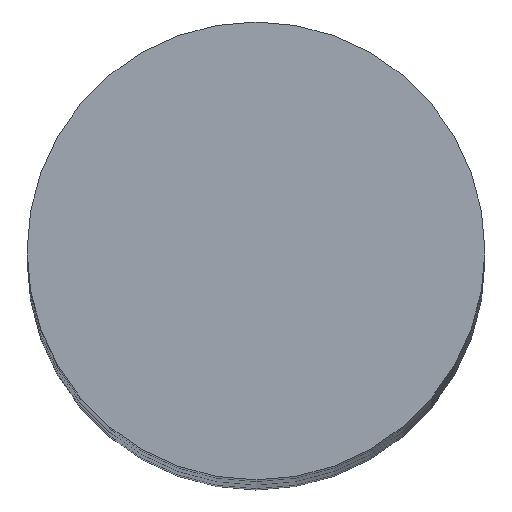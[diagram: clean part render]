
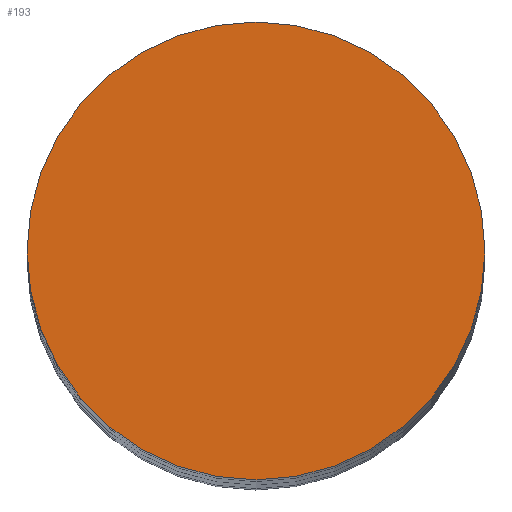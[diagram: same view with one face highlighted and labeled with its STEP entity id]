
A CAD part, top view. The second image highlights one B-rep face of the part: STEP entity #193.
In plain terms, the highlighted planar face has unit normal (0, 0, 1).
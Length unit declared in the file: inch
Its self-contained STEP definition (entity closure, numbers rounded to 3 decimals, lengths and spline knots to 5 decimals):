
#11 = VERTEX_POINT ( 'NONE', #38 ) ;
#23 = AXIS2_PLACEMENT_3D ( 'NONE', #174, #374, #210 ) ;
#38 = CARTESIAN_POINT ( 'NONE',  ( -0.05905, 0., 0. ) ) ;
#56 = DIRECTION ( 'NONE',  ( 1., 0., 0. ) ) ;
#74 = CIRCLE ( 'NONE', #276, 0.05905 ) ;
#109 = DIRECTION ( 'NONE',  ( 0., 0., 1. ) ) ;
#122 = EDGE_LOOP ( 'NONE', ( #278, #386 ) ) ;
#144 = CARTESIAN_POINT ( 'NONE',  ( 0.05905, 0., 0. ) ) ;
#151 = EDGE_CURVE ( 'NONE', #11, #291, #321, .T. ) ;
#157 = FACE_OUTER_BOUND ( 'NONE', #122, .T. ) ;
#174 = CARTESIAN_POINT ( 'NONE',  ( 0., 0.05905, 0. ) ) ;
#193 = ADVANCED_FACE ( 'NONE', ( #157 ), #636, .T. ) ;
#210 = DIRECTION ( 'NONE',  ( -1., 0., 0. ) ) ;
#276 = AXIS2_PLACEMENT_3D ( 'NONE', #285, #109, #435 ) ;
#278 = ORIENTED_EDGE ( 'NONE', *, *, #400, .T. ) ;
#285 = CARTESIAN_POINT ( 'NONE',  ( 0., 0., 0. ) ) ;
#291 = VERTEX_POINT ( 'NONE', #144 ) ;
#321 = CIRCLE ( 'NONE', #662, 0.05905 ) ;
#374 = DIRECTION ( 'NONE',  ( 0., 0., 1. ) ) ;
#386 = ORIENTED_EDGE ( 'NONE', *, *, #151, .T. ) ;
#400 = EDGE_CURVE ( 'NONE', #291, #11, #74, .T. ) ;
#435 = DIRECTION ( 'NONE',  ( 1., 0., 0. ) ) ;
#482 = DIRECTION ( 'NONE',  ( 0., 0., 1. ) ) ;
#583 = CARTESIAN_POINT ( 'NONE',  ( 0., 0., 0. ) ) ;
#636 = PLANE ( 'NONE',  #23 ) ;
#662 = AXIS2_PLACEMENT_3D ( 'NONE', #583, #482, #56 ) ;
